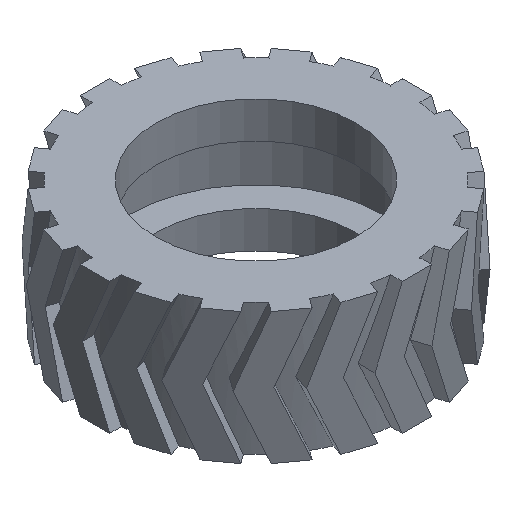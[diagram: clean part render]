
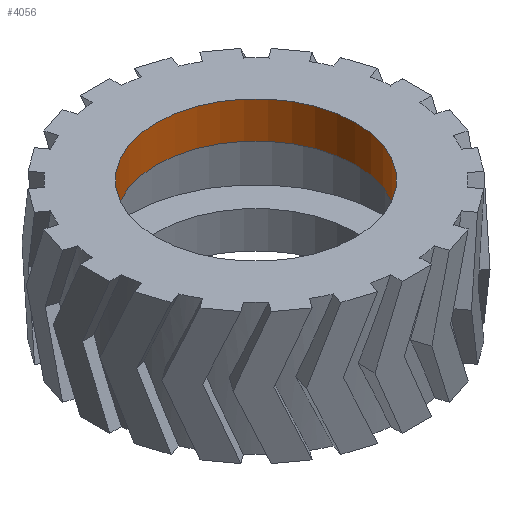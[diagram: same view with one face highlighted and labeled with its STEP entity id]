
A CAD part, isometric view. The second image highlights one B-rep face of the part: STEP entity #4056.
In plain terms, the highlighted cylindrical face has radius 13.6 mm (diameter 27.2 mm), a full revolution.
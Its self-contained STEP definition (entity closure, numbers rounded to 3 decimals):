
#4056 = ADVANCED_FACE('',(#4057),#4084,.F.);
#4057 = FACE_BOUND('',#4058,.F.);
#4058 = EDGE_LOOP('',(#4059,#4068,#4076,#4083));
#4059 = ORIENTED_EDGE('',*,*,#4060,.F.);
#4060 = EDGE_CURVE('',#4061,#4061,#4063,.T.);
#4061 = VERTEX_POINT('',#4062);
#4062 = CARTESIAN_POINT('',(13.6,0.,15.));
#4063 = CIRCLE('',#4064,13.6);
#4064 = AXIS2_PLACEMENT_3D('',#4065,#4066,#4067);
#4065 = CARTESIAN_POINT('',(0.,0.,15.));
#4066 = DIRECTION('',(0.,0.,1.));
#4067 = DIRECTION('',(1.,0.,0.));
#4068 = ORIENTED_EDGE('',*,*,#4069,.T.);
#4069 = EDGE_CURVE('',#4061,#4070,#4072,.T.);
#4070 = VERTEX_POINT('',#4071);
#4071 = CARTESIAN_POINT('',(13.6,0.,10.));
#4072 = LINE('',#4073,#4074);
#4073 = CARTESIAN_POINT('',(13.6,0.,15.));
#4074 = VECTOR('',#4075,1.);
#4075 = DIRECTION('',(-0.,-0.,-1.));
#4076 = ORIENTED_EDGE('',*,*,#4077,.T.);
#4077 = EDGE_CURVE('',#4070,#4070,#4078,.T.);
#4078 = CIRCLE('',#4079,13.6);
#4079 = AXIS2_PLACEMENT_3D('',#4080,#4081,#4082);
#4080 = CARTESIAN_POINT('',(0.,0.,10.));
#4081 = DIRECTION('',(0.,0.,1.));
#4082 = DIRECTION('',(1.,0.,0.));
#4083 = ORIENTED_EDGE('',*,*,#4069,.F.);
#4084 = CYLINDRICAL_SURFACE('',#4085,13.6);
#4085 = AXIS2_PLACEMENT_3D('',#4086,#4087,#4088);
#4086 = CARTESIAN_POINT('',(0.,0.,15.));
#4087 = DIRECTION('',(0.,0.,1.));
#4088 = DIRECTION('',(1.,0.,0.));
